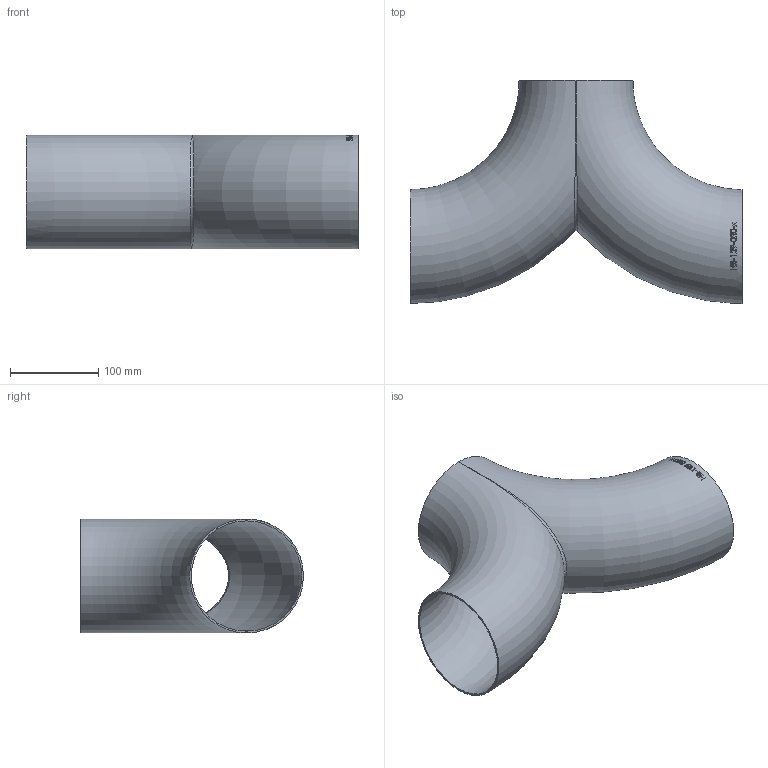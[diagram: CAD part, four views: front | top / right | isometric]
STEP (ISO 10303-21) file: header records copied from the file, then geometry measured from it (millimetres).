
FILE_DESCRIPTION (( 'STEP AP214' ), '1' );
FILE_NAME ('HB-129-020-x Hosenbogen 1909.STEP', '2019-09-17T12:50:33', ( '' ), ( '' ), 'SwSTEP 2.0', 'SolidWorks 2016', '' );
FILE_SCHEMA (( 'AUTOMOTIVE_DESIGN' ));
Length unit declared in the file: millimetre
Products named in the file (1): HB-129-020-x Hosenbogen 1909
Bounding box: 376 x 252.5 x 129 mm (x, y, z)
Volume: 364402.9 mm3; surface area: 366648.9 mm2
Topology: 1 solids, 1 shells, 140 faces, 363 edges, 237 vertices
Faces by surface type: plane 69, bspline 50, torus 21
Entity records: 9351 total; most frequent: CARTESIAN_POINT 5111, ORIENTED_EDGE 708, EDGE_CURVE 354, DIRECTION 312, VERTEX_POINT 236, B_SPLINE_CURVE_WITH_KNOTS 232, EDGE_LOOP 164, FACE_OUTER_BOUND 144
